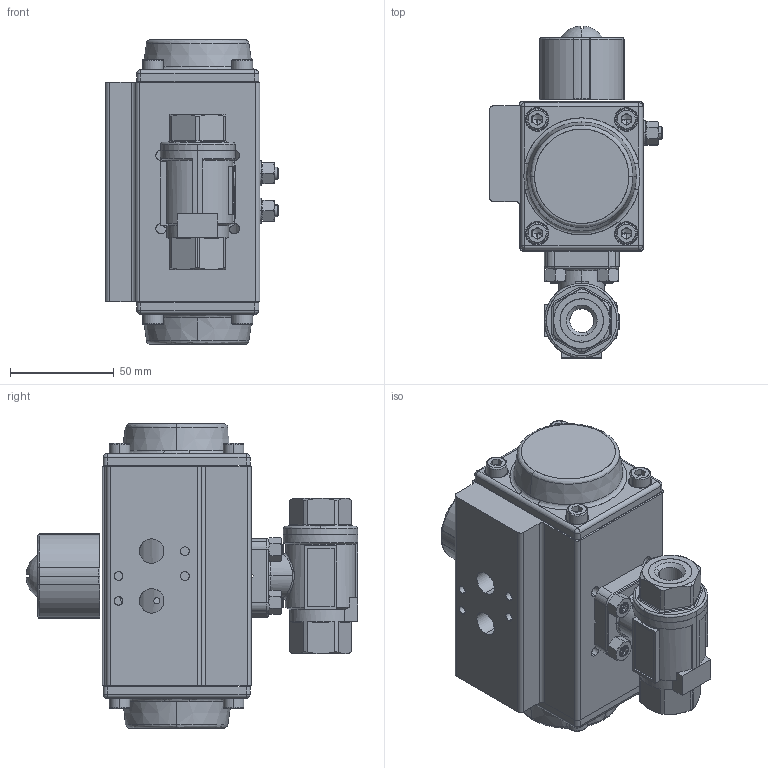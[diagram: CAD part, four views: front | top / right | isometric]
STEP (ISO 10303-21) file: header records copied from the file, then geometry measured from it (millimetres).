
FILE_DESCRIPTION (( 'STEP AP214' ), '1' );
FILE_NAME ('PK02_DN08_einfachwirkend (PK02010001).STEP', '2022-01-19T14:06:41', ( '' ), ( '' ), 'SwSTEP 2.0', 'SolidWorks 2021', '' );
FILE_SCHEMA (( 'AUTOMOTIVE_DESIGN' ));
Length unit declared in the file: metre
Products named in the file (1): PK02_DN08_einfachwirkend (PK02010001)
Bounding box: 83.5 x 160.15 x 147 mm (x, y, z)
Surface area: 90455 mm2 (no closed solid volume)
Topology: 0 solids, 686 shells, 859 faces, 3850 edges, 3629 vertices
Faces by surface type: plane 335, cylinder 228, bspline 152, cone 142, sphere 2
Entity records: 71592 total; most frequent: CARTESIAN_POINT 33514, DIRECTION 5357, ORIENTED_EDGE 4135, EDGE_CURVE 3816, VERTEX_POINT 3629, LINE 1823, VECTOR 1823, AXIS2_PLACEMENT_3D 1767
